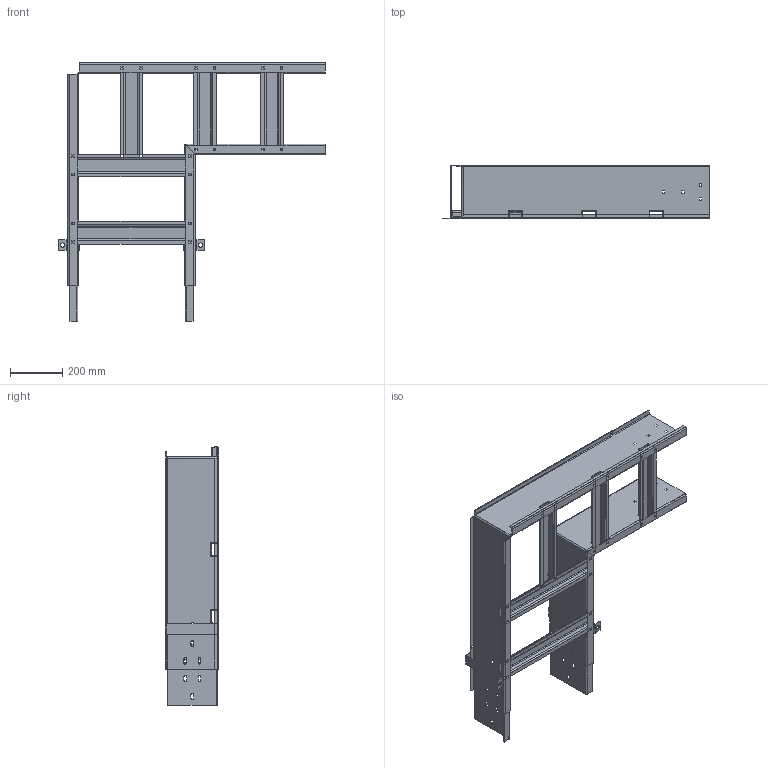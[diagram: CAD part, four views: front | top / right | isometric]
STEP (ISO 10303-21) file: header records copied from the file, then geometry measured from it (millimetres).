
FILE_DESCRIPTION(('FreeCAD Model'),'2;1');
FILE_NAME('Open CASCADE Shape Model','2025-04-30T06:18:52',('FreeCAD'),( 'FreeCAD'),'Open CASCADE STEP processor 7.6','FreeCAD','Unknown');
FILE_SCHEMA(('AUTOMOTIVE_DESIGN { 1 0 10303 214 1 1 1 1 }'));
Length unit declared in the file: millimetre
Products named in the file (1): Open CASCADE STEP translator 7.6 1
Bounding box: 1023.34 x 206.3 x 990.77 mm (x, y, z)
Volume: 3084162.6 mm3; surface area: 2329301.2 mm2
Topology: 11 solids, 11 shells, 869 faces, 2247 edges, 1374 vertices
Faces by surface type: bspline 869
Entity records: 24132 total; most frequent: CARTESIAN_POINT 10571, ORIENTED_EDGE 4494, EDGE_CURVE 2247, B_SPLINE_CURVE_WITH_KNOTS 1853, VERTEX_POINT 1374, FACE_BOUND 1009, EDGE_LOOP 1009, ADVANCED_FACE 869
